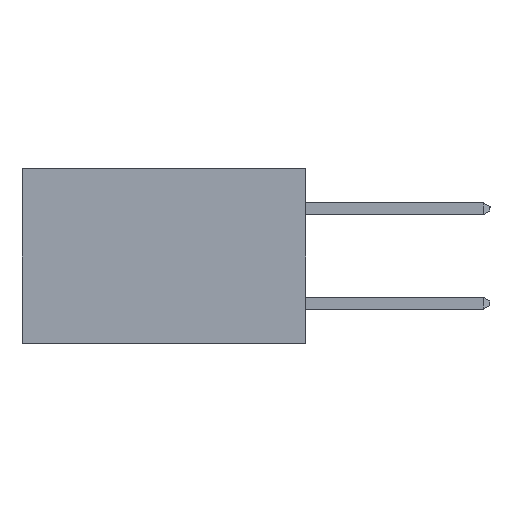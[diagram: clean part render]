
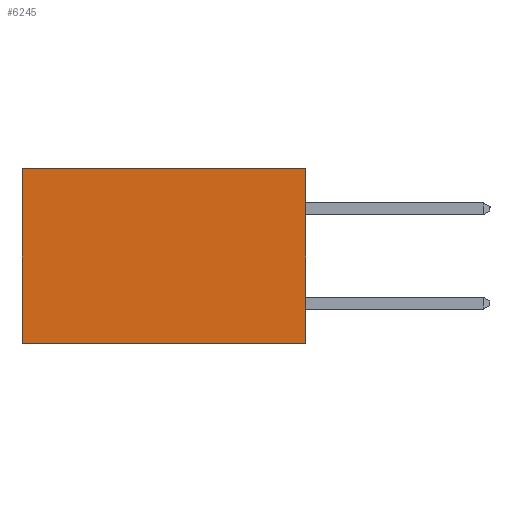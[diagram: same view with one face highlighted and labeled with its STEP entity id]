
A CAD part, left-side view. The second image highlights one B-rep face of the part: STEP entity #6245.
In plain terms, the highlighted planar face has unit normal (-1, 0, 0).
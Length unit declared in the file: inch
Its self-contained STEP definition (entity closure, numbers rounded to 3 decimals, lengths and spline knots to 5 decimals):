
#26 = DIRECTION ( 'NONE',  ( 1., 0., 0. ) ) ;
#564 = CARTESIAN_POINT ( 'NONE',  ( 0.2615, 0.6, -0.37 ) ) ;
#1326 = DIRECTION ( 'NONE',  ( 0., 0., -1. ) ) ;
#1382 = CARTESIAN_POINT ( 'NONE',  ( 0.2615, 0., -0.37 ) ) ;
#1423 = CARTESIAN_POINT ( 'NONE',  ( 0.2615, 0., 0. ) ) ;
#1967 = LINE ( 'NONE', #8022, #10066 ) ;
#2151 = VECTOR ( 'NONE', #13075, 39.37008 ) ;
#2567 = LINE ( 'NONE', #1382, #5580 ) ;
#3095 = EDGE_LOOP ( 'NONE', ( #12376, #17625, #14436, #6021 ) ) ;
#3570 = DIRECTION ( 'NONE',  ( 0., 1., 0. ) ) ;
#4086 = VERTEX_POINT ( 'NONE', #564 ) ;
#4111 = VERTEX_POINT ( 'NONE', #9561 ) ;
#5580 = VECTOR ( 'NONE', #7340, 39.37008 ) ;
#6021 = ORIENTED_EDGE ( 'NONE', *, *, #14162, .T. ) ;
#6245 = ADVANCED_FACE ( 'NONE', ( #14886 ), #18166, .F. ) ;
#6550 = AXIS2_PLACEMENT_3D ( 'NONE', #13582, #26, #1326 ) ;
#7340 = DIRECTION ( 'NONE',  ( 0., 0., -1. ) ) ;
#8022 = CARTESIAN_POINT ( 'NONE',  ( 0.2615, 0., -0.37 ) ) ;
#8836 = VERTEX_POINT ( 'NONE', #9181 ) ;
#9181 = CARTESIAN_POINT ( 'NONE',  ( 0.2615, 0.6, 0. ) ) ;
#9561 = CARTESIAN_POINT ( 'NONE',  ( 0.2615, 0., 0. ) ) ;
#9995 = LINE ( 'NONE', #16057, #2151 ) ;
#10066 = VECTOR ( 'NONE', #3570, 39.37008 ) ;
#10727 = LINE ( 'NONE', #1423, #16941 ) ;
#12138 = CARTESIAN_POINT ( 'NONE',  ( 0.2615, 0., -0.37 ) ) ;
#12376 = ORIENTED_EDGE ( 'NONE', *, *, #18067, .T. ) ;
#13075 = DIRECTION ( 'NONE',  ( 0., 0., -1. ) ) ;
#13582 = CARTESIAN_POINT ( 'NONE',  ( 0.2615, 0., -0.37 ) ) ;
#13716 = VERTEX_POINT ( 'NONE', #12138 ) ;
#14162 = EDGE_CURVE ( 'NONE', #4111, #8836, #10727, .T. ) ;
#14436 = ORIENTED_EDGE ( 'NONE', *, *, #14480, .F. ) ;
#14480 = EDGE_CURVE ( 'NONE', #4111, #13716, #2567, .T. ) ;
#14886 = FACE_OUTER_BOUND ( 'NONE', #3095, .T. ) ;
#14893 = DIRECTION ( 'NONE',  ( 0., 1., 0. ) ) ;
#16057 = CARTESIAN_POINT ( 'NONE',  ( 0.2615, 0.6, -0.37 ) ) ;
#16941 = VECTOR ( 'NONE', #14893, 39.37008 ) ;
#17625 = ORIENTED_EDGE ( 'NONE', *, *, #18414, .F. ) ;
#18067 = EDGE_CURVE ( 'NONE', #8836, #4086, #9995, .T. ) ;
#18166 = PLANE ( 'NONE',  #6550 ) ;
#18414 = EDGE_CURVE ( 'NONE', #13716, #4086, #1967, .T. ) ;
